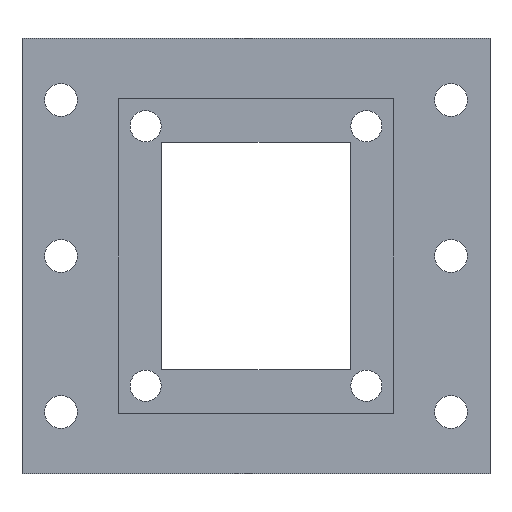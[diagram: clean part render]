
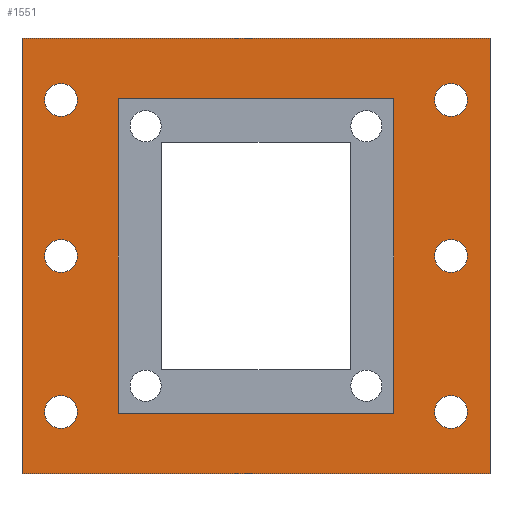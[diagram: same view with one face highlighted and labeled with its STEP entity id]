
A CAD part, front view. The second image highlights one B-rep face of the part: STEP entity #1551.
In plain terms, the highlighted planar face has unit normal (0, -1, 0).
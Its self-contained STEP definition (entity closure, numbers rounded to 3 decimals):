
#38=FACE_BOUND($,#265,.T.);
#39=FACE_BOUND($,#266,.T.);
#40=FACE_BOUND($,#267,.T.);
#41=FACE_BOUND($,#268,.T.);
#42=FACE_BOUND($,#269,.T.);
#43=FACE_BOUND($,#270,.T.);
#44=FACE_BOUND($,#271,.T.);
#96=PLANE($,#1691);
#163=FACE_OUTER_BOUND($,#264,.T.);
#264=EDGE_LOOP($,(#1376,#1377,#1378,#1379));
#265=EDGE_LOOP($,(#1380));
#266=EDGE_LOOP($,(#1381));
#267=EDGE_LOOP($,(#1382));
#268=EDGE_LOOP($,(#1383));
#269=EDGE_LOOP($,(#1384));
#270=EDGE_LOOP($,(#1385));
#271=EDGE_LOOP($,(#1386,#1387,#1388,#1389));
#323=LINE($,#2211,#469);
#375=LINE($,#2345,#521);
#432=LINE($,#2536,#578);
#433=LINE($,#2537,#579);
#434=LINE($,#2552,#580);
#435=LINE($,#2554,#581);
#436=LINE($,#2556,#582);
#437=LINE($,#2557,#583);
#469=VECTOR($,#1758,59.999);
#521=VECTOR($,#1874,59.999);
#578=VECTOR($,#2081,55.88);
#579=VECTOR($,#2082,55.88);
#580=VECTOR($,#2095,40.3);
#581=VECTOR($,#2096,35.3);
#582=VECTOR($,#2097,40.3);
#583=VECTOR($,#2098,35.3);
#658=CIRCLE($,#1692,2.1);
#659=CIRCLE($,#1693,2.1);
#660=CIRCLE($,#1694,2.1);
#661=CIRCLE($,#1695,2.1);
#662=CIRCLE($,#1696,2.1);
#663=CIRCLE($,#1697,2.1);
#687=VERTEX_POINT($,#2208);
#688=VERTEX_POINT($,#2210);
#737=VERTEX_POINT($,#2342);
#738=VERTEX_POINT($,#2344);
#798=VERTEX_POINT($,#2538);
#799=VERTEX_POINT($,#2540);
#800=VERTEX_POINT($,#2542);
#801=VERTEX_POINT($,#2544);
#802=VERTEX_POINT($,#2546);
#803=VERTEX_POINT($,#2548);
#804=VERTEX_POINT($,#2550);
#805=VERTEX_POINT($,#2551);
#806=VERTEX_POINT($,#2553);
#807=VERTEX_POINT($,#2555);
#841=EDGE_CURVE($,#688,#687,#323,.T.);
#908=EDGE_CURVE($,#738,#737,#375,.T.);
#1002=EDGE_CURVE($,#687,#738,#432,.T.);
#1003=EDGE_CURVE($,#737,#688,#433,.T.);
#1004=EDGE_CURVE($,#798,#798,#658,.T.);
#1005=EDGE_CURVE($,#799,#799,#659,.T.);
#1006=EDGE_CURVE($,#800,#800,#660,.T.);
#1007=EDGE_CURVE($,#801,#801,#661,.T.);
#1008=EDGE_CURVE($,#802,#802,#662,.T.);
#1009=EDGE_CURVE($,#803,#803,#663,.T.);
#1010=EDGE_CURVE($,#804,#805,#434,.T.);
#1011=EDGE_CURVE($,#805,#806,#435,.T.);
#1012=EDGE_CURVE($,#806,#807,#436,.T.);
#1013=EDGE_CURVE($,#807,#804,#437,.T.);
#1376=ORIENTED_EDGE($,*,*,#1002,.T.);
#1377=ORIENTED_EDGE($,*,*,#908,.T.);
#1378=ORIENTED_EDGE($,*,*,#1003,.T.);
#1379=ORIENTED_EDGE($,*,*,#841,.T.);
#1380=ORIENTED_EDGE($,*,*,#1004,.T.);
#1381=ORIENTED_EDGE($,*,*,#1005,.T.);
#1382=ORIENTED_EDGE($,*,*,#1006,.T.);
#1383=ORIENTED_EDGE($,*,*,#1007,.T.);
#1384=ORIENTED_EDGE($,*,*,#1008,.T.);
#1385=ORIENTED_EDGE($,*,*,#1009,.T.);
#1386=ORIENTED_EDGE($,*,*,#1010,.T.);
#1387=ORIENTED_EDGE($,*,*,#1011,.T.);
#1388=ORIENTED_EDGE($,*,*,#1012,.T.);
#1389=ORIENTED_EDGE($,*,*,#1013,.T.);
#1551=ADVANCED_FACE($,(#163,#38,#39,#40,#41,#42,#43,#44),#96,.T.);
#1691=AXIS2_PLACEMENT_3D($,#2535,#2079,#2080);
#1692=AXIS2_PLACEMENT_3D($,#2539,#2083,#2084);
#1693=AXIS2_PLACEMENT_3D($,#2541,#2085,#2086);
#1694=AXIS2_PLACEMENT_3D($,#2543,#2087,#2088);
#1695=AXIS2_PLACEMENT_3D($,#2545,#2089,#2090);
#1696=AXIS2_PLACEMENT_3D($,#2547,#2091,#2092);
#1697=AXIS2_PLACEMENT_3D($,#2549,#2093,#2094);
#1758=DIRECTION($,(-1.,0.,0.));
#1874=DIRECTION($,(1.,0.,0.));
#2079=DIRECTION('center_axis',(0.,-1.,0.));
#2080=DIRECTION('ref_axis',(0.,0.,-1.));
#2081=DIRECTION($,(0.,0.,-1.));
#2082=DIRECTION($,(0.,0.,1.));
#2083=DIRECTION('center_axis',(0.,1.,0.));
#2084=DIRECTION('ref_axis',(-1.,0.,0.));
#2085=DIRECTION('center_axis',(0.,1.,0.));
#2086=DIRECTION('ref_axis',(-1.,0.,0.));
#2087=DIRECTION('center_axis',(0.,1.,0.));
#2088=DIRECTION('ref_axis',(-1.,0.,0.));
#2089=DIRECTION('center_axis',(0.,1.,0.));
#2090=DIRECTION('ref_axis',(-1.,0.,0.));
#2091=DIRECTION('center_axis',(0.,1.,0.));
#2092=DIRECTION('ref_axis',(-1.,0.,0.));
#2093=DIRECTION('center_axis',(0.,1.,0.));
#2094=DIRECTION('ref_axis',(-1.,0.,0.));
#2095=DIRECTION($,(0.,0.,-1.));
#2096=DIRECTION($,(-1.,0.,0.));
#2097=DIRECTION($,(0.,0.,1.));
#2098=DIRECTION($,(1.,0.,0.));
#2208=CARTESIAN_POINT('',(-47.649,-3.,48.09));
#2210=CARTESIAN_POINT('',(12.35,-3.,48.09));
#2211=CARTESIAN_POINT($,(12.35,-3.,48.09));
#2342=CARTESIAN_POINT('',(12.35,-3.,-7.79));
#2344=CARTESIAN_POINT('',(-47.649,-3.,-7.79));
#2345=CARTESIAN_POINT($,(-47.649,-3.,-7.79));
#2535=CARTESIAN_POINT('Origin',(-17.65,-3.,20.15));
#2536=CARTESIAN_POINT($,(-47.649,-3.,48.09));
#2537=CARTESIAN_POINT($,(12.35,-3.,-7.79));
#2538=CARTESIAN_POINT('',(9.45,-3.,0.15));
#2539=CARTESIAN_POINT('Origin',(7.35,-3.,0.15));
#2540=CARTESIAN_POINT('',(9.45,-3.,40.15));
#2541=CARTESIAN_POINT('Origin',(7.35,-3.,40.15));
#2542=CARTESIAN_POINT('',(9.45,-3.,20.15));
#2543=CARTESIAN_POINT('Origin',(7.35,-3.,20.15));
#2544=CARTESIAN_POINT('',(-40.55,-3.,40.15));
#2545=CARTESIAN_POINT('Origin',(-42.65,-3.,40.15));
#2546=CARTESIAN_POINT('',(-40.55,-3.,20.15));
#2547=CARTESIAN_POINT('Origin',(-42.65,-3.,20.15));
#2548=CARTESIAN_POINT('',(-40.55,-3.,0.15));
#2549=CARTESIAN_POINT('Origin',(-42.65,-3.,0.15));
#2550=CARTESIAN_POINT('',(0.,-3.,40.3));
#2551=CARTESIAN_POINT('',(0.,-3.,0.));
#2552=CARTESIAN_POINT($,(0.,-3.,30.225));
#2553=CARTESIAN_POINT('',(-35.3,-3.,0.));
#2554=CARTESIAN_POINT($,(-8.825,-3.,0.));
#2555=CARTESIAN_POINT('',(-35.3,-3.,40.3));
#2556=CARTESIAN_POINT($,(-35.3,-3.,10.075));
#2557=CARTESIAN_POINT($,(-26.475,-3.,40.3));
